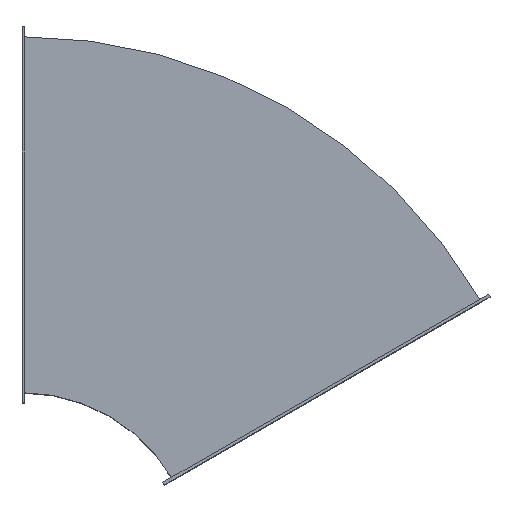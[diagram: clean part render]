
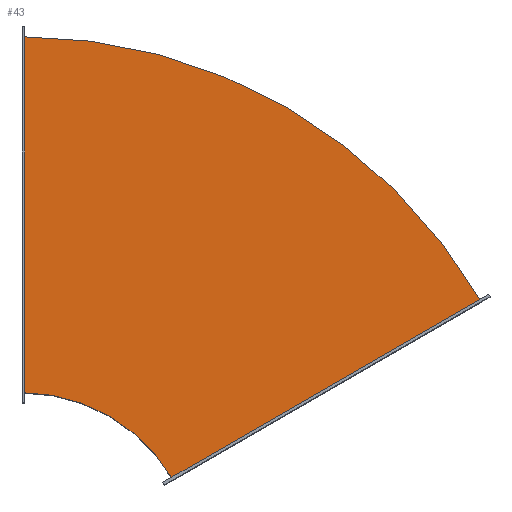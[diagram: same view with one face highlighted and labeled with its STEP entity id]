
A CAD part, top view. The second image highlights one B-rep face of the part: STEP entity #43.
In plain terms, the highlighted planar face has unit normal (0, 0, 1).
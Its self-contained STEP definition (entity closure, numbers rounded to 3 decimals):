
#43 = ADVANCED_FACE('',(#44),#80,.F.);
#44 = FACE_BOUND('',#45,.F.);
#45 = EDGE_LOOP('',(#46,#57,#65,#74));
#46 = ORIENTED_EDGE('',*,*,#47,.T.);
#47 = EDGE_CURVE('',#48,#50,#52,.T.);
#48 = VERTEX_POINT('',#49);
#49 = CARTESIAN_POINT('',(257.21,148.5,203.));
#50 = VERTEX_POINT('',#51);
#51 = CARTESIAN_POINT('',(0.,297.,203.));
#52 = CIRCLE('',#53,297.);
#53 = AXIS2_PLACEMENT_3D('',#54,#55,#56);
#54 = CARTESIAN_POINT('',(0.,0.,203.));
#55 = DIRECTION('',(0.,-0.,1.));
#56 = DIRECTION('',(0.866,0.5,0.));
#57 = ORIENTED_EDGE('',*,*,#58,.T.);
#58 = EDGE_CURVE('',#50,#59,#61,.T.);
#59 = VERTEX_POINT('',#60);
#60 = CARTESIAN_POINT('',(0.,903.,203.));
#61 = LINE('',#62,#63);
#62 = CARTESIAN_POINT('',(0.,297.,203.));
#63 = VECTOR('',#64,1.);
#64 = DIRECTION('',(0.,1.,0.));
#65 = ORIENTED_EDGE('',*,*,#66,.F.);
#66 = EDGE_CURVE('',#67,#59,#69,.T.);
#67 = VERTEX_POINT('',#68);
#68 = CARTESIAN_POINT('',(782.021,451.5,203.));
#69 = CIRCLE('',#70,903.);
#70 = AXIS2_PLACEMENT_3D('',#71,#72,#73);
#71 = CARTESIAN_POINT('',(0.,0.,203.));
#72 = DIRECTION('',(0.,-0.,1.));
#73 = DIRECTION('',(0.866,0.5,0.));
#74 = ORIENTED_EDGE('',*,*,#75,.F.);
#75 = EDGE_CURVE('',#48,#67,#76,.T.);
#76 = LINE('',#77,#78);
#77 = CARTESIAN_POINT('',(257.21,148.5,203.));
#78 = VECTOR('',#79,1.);
#79 = DIRECTION('',(0.866,0.5,0.));
#80 = PLANE('',#81);
#81 = AXIS2_PLACEMENT_3D('',#82,#83,#84);
#82 = CARTESIAN_POINT('',(300.,519.615,203.));
#83 = DIRECTION('',(0.,0.,-1.));
#84 = DIRECTION('',(-0.866,0.5,0.));
